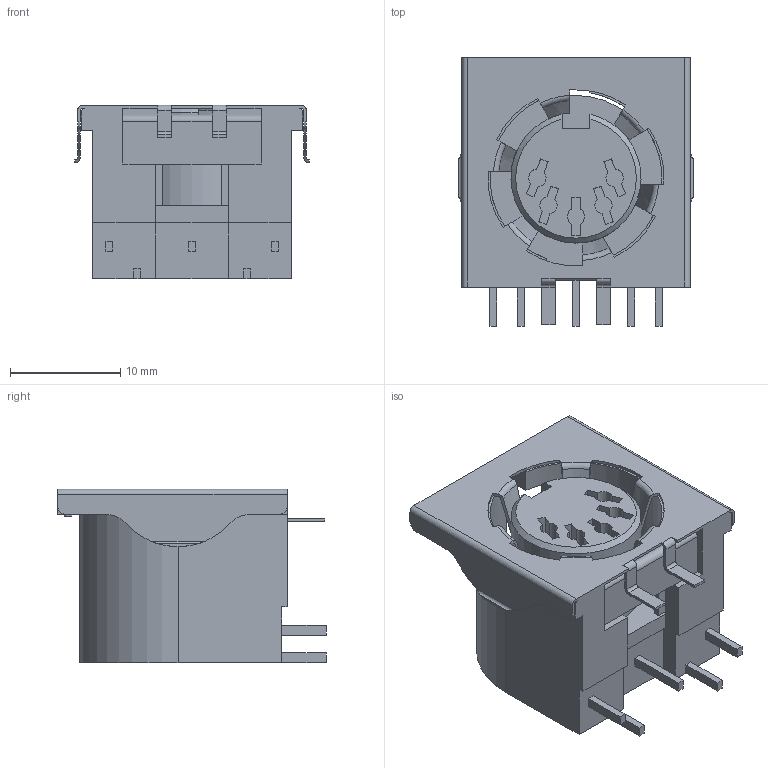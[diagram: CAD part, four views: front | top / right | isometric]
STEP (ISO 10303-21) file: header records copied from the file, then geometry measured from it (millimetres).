
FILE_DESCRIPTION((''),'2;1');
FILE_NAME('C-5212044-01-3','2007-09-05T',('workeradm'),('Tyco Electronics Corporation'),'PRO/ENGINEER BY PARAMETRIC TECHNOLOGY CORPORATION, 2005450','PRO/ENGINEER BY PARAMETRIC TECHNOLOGY CORPORATION, 2005450','');
FILE_SCHEMA(('CONFIG_CONTROL_DESIGN', 'GEOMETRIC_VALIDATION_PROPERTIES_MIM'));
Length unit declared in the file: millimetre
Products named in the file (1): C-5212044-01-3
Bounding box: 21.29 x 24.38 x 15.75 mm (x, y, z)
Volume: 3744.1 mm3; surface area: 3899.2 mm2
Topology: 1 solids, 1 shells, 288 faces, 801 edges, 526 vertices
Faces by surface type: plane 191, cylinder 52, torus 24, cone 19, extrusion 2
Entity records: 9764 total; most frequent: CARTESIAN_POINT 2278, ORIENTED_EDGE 1602, DIRECTION 1441, EDGE_CURVE 801, VECTOR 541, LINE 539, VERTEX_POINT 526, AXIS2_PLACEMENT_3D 450
